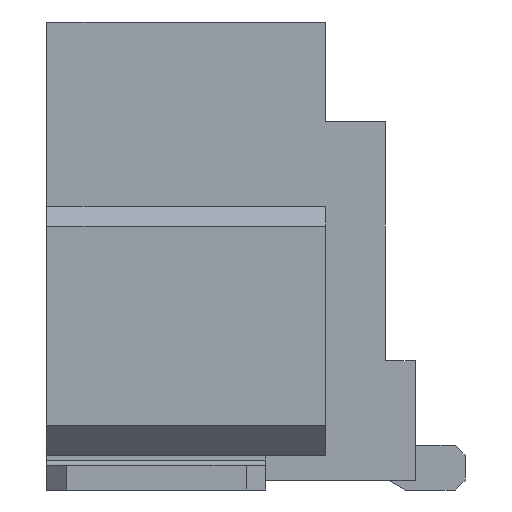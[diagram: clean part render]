
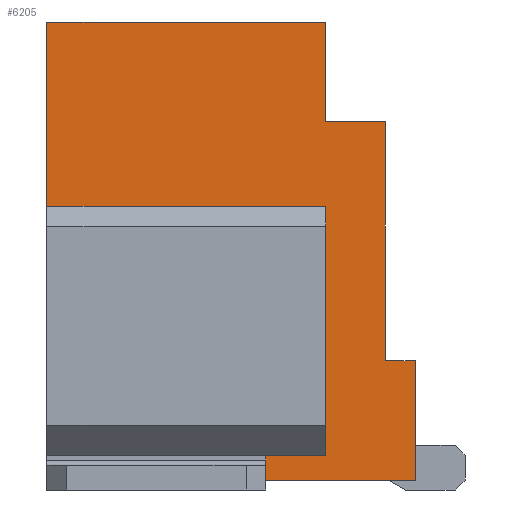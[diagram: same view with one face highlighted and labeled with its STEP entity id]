
A CAD part, left-side view. The second image highlights one B-rep face of the part: STEP entity #6205.
In plain terms, the highlighted planar face has unit normal (-1, 0, 0).
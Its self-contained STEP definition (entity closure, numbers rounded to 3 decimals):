
#69=DIRECTION('',(0.,0.,1.));
#70=VECTOR('',#69,1.2);
#71=CARTESIAN_POINT('',(-5.25,-1.85,-2.3));
#72=LINE('',#71,#70);
#793=DIRECTION('',(0.,-1.,0.));
#794=VECTOR('',#793,2.8);
#795=CARTESIAN_POINT('',(-5.25,1.85,2.3));
#796=LINE('',#795,#794);
#1297=DIRECTION('',(0.,0.,-1.));
#1298=VECTOR('',#1297,1.);
#1299=CARTESIAN_POINT('',(-5.25,-0.95,2.3));
#1300=LINE('',#1299,#1298);
#1301=DIRECTION('',(0.,-1.,0.));
#1302=VECTOR('',#1301,0.6);
#1303=CARTESIAN_POINT('',(-5.25,-0.95,1.3));
#1304=LINE('',#1303,#1302);
#1305=DIRECTION('',(0.,0.,-1.));
#1306=VECTOR('',#1305,2.4);
#1307=CARTESIAN_POINT('',(-5.25,-1.55,1.3));
#1308=LINE('',#1307,#1306);
#1309=DIRECTION('',(0.,1.,0.));
#1310=VECTOR('',#1309,0.3);
#1311=CARTESIAN_POINT('',(-5.25,-1.85,-1.1));
#1312=LINE('',#1311,#1310);
#1313=DIRECTION('',(0.,0.,1.));
#1314=VECTOR('',#1313,0.25);
#1315=CARTESIAN_POINT('',(-5.25,1.85,-2.3));
#1316=LINE('',#1315,#1314);
#1317=DIRECTION('',(0.,-1.,0.));
#1318=VECTOR('',#1317,2.8);
#1319=CARTESIAN_POINT('',(-5.25,1.85,-2.05));
#1320=LINE('',#1319,#1318);
#1321=DIRECTION('',(0.,0.,-1.));
#1322=VECTOR('',#1321,2.5);
#1323=CARTESIAN_POINT('',(-5.25,-0.95,0.45));
#1324=LINE('',#1323,#1322);
#1325=DIRECTION('',(0.,-1.,0.));
#1326=VECTOR('',#1325,2.8);
#1327=CARTESIAN_POINT('',(-5.25,1.85,0.45));
#1328=LINE('',#1327,#1326);
#1329=DIRECTION('',(0.,0.,1.));
#1330=VECTOR('',#1329,1.85);
#1331=CARTESIAN_POINT('',(-5.25,1.85,0.45));
#1332=LINE('',#1331,#1330);
#1397=DIRECTION('',(0.,-1.,0.));
#1398=VECTOR('',#1397,3.7);
#1399=CARTESIAN_POINT('',(-5.25,1.85,-2.3));
#1400=LINE('',#1399,#1398);
#3615=CARTESIAN_POINT('',(-5.25,1.85,-2.3));
#3616=CARTESIAN_POINT('',(-5.25,-1.85,-2.3));
#3617=VERTEX_POINT('',#3615);
#3618=VERTEX_POINT('',#3616);
#3655=CARTESIAN_POINT('',(-5.25,-0.95,0.45));
#3656=CARTESIAN_POINT('',(-5.25,-0.95,-2.05));
#3657=VERTEX_POINT('',#3655);
#3658=VERTEX_POINT('',#3656);
#3659=CARTESIAN_POINT('',(-5.25,1.85,0.45));
#3660=VERTEX_POINT('',#3659);
#3667=CARTESIAN_POINT('',(-5.25,1.85,2.3));
#3668=VERTEX_POINT('',#3667);
#3703=CARTESIAN_POINT('',(-5.25,-1.85,-1.1));
#3704=CARTESIAN_POINT('',(-5.25,-1.55,-1.1));
#3705=VERTEX_POINT('',#3703);
#3706=VERTEX_POINT('',#3704);
#3712=CARTESIAN_POINT('',(-5.25,-1.55,1.3));
#3714=VERTEX_POINT('',#3712);
#3883=CARTESIAN_POINT('',(-5.25,-0.95,2.3));
#3884=CARTESIAN_POINT('',(-5.25,-0.95,1.3));
#3885=VERTEX_POINT('',#3883);
#3886=VERTEX_POINT('',#3884);
#4309=CARTESIAN_POINT('',(-5.25,1.85,-2.05));
#4310=VERTEX_POINT('',#4309);
#6180=CARTESIAN_POINT('',(-5.25,1.85,-2.3));
#6181=DIRECTION('',(-1.,0.,0.));
#6182=DIRECTION('',(0.,-1.,0.));
#6183=AXIS2_PLACEMENT_3D('',#6180,#6181,#6182);
#6184=PLANE('',#6183);
#6185=ORIENTED_EDGE('',*,*,#5616,.T.);
#6187=ORIENTED_EDGE('',*,*,#6186,.T.);
#6189=ORIENTED_EDGE('',*,*,#6188,.T.);
#6190=ORIENTED_EDGE('',*,*,#5754,.F.);
#6191=ORIENTED_EDGE('',*,*,#4837,.F.);
#6193=ORIENTED_EDGE('',*,*,#6192,.F.);
#6194=ORIENTED_EDGE('',*,*,#5119,.T.);
#6196=ORIENTED_EDGE('',*,*,#6195,.T.);
#6198=ORIENTED_EDGE('',*,*,#6197,.F.);
#6200=ORIENTED_EDGE('',*,*,#6199,.F.);
#6201=ORIENTED_EDGE('',*,*,#5097,.T.);
#6202=ORIENTED_EDGE('',*,*,#5557,.T.);
#6203=EDGE_LOOP('',(#6185,#6187,#6189,#6190,#6191,#6193,#6194,#6196,#6198,#6200,
#6201,#6202));
#6204=FACE_OUTER_BOUND('',#6203,.F.);
#6205=ADVANCED_FACE('',(#6204),#6184,.T.);
#4837=EDGE_CURVE('',#3618,#3705,#72,.T.);
#5097=EDGE_CURVE('',#3660,#3668,#1332,.T.);
#5119=EDGE_CURVE('',#3617,#4310,#1316,.T.);
#5557=EDGE_CURVE('',#3668,#3885,#796,.T.);
#5616=EDGE_CURVE('',#3885,#3886,#1300,.T.);
#5754=EDGE_CURVE('',#3705,#3706,#1312,.T.);
#6186=EDGE_CURVE('',#3886,#3714,#1304,.T.);
#6188=EDGE_CURVE('',#3714,#3706,#1308,.T.);
#6192=EDGE_CURVE('',#3617,#3618,#1400,.T.);
#6195=EDGE_CURVE('',#4310,#3658,#1320,.T.);
#6197=EDGE_CURVE('',#3657,#3658,#1324,.T.);
#6199=EDGE_CURVE('',#3660,#3657,#1328,.T.);
